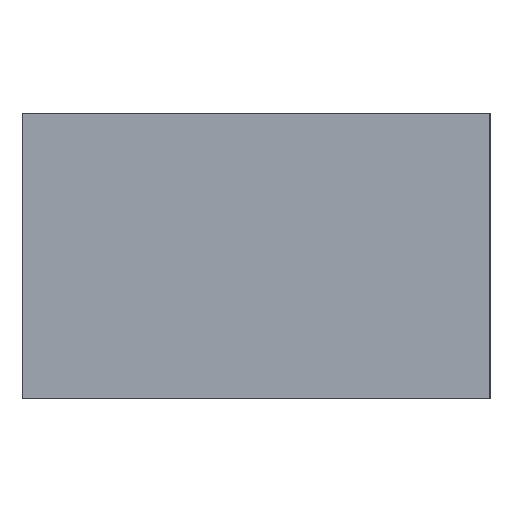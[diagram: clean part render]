
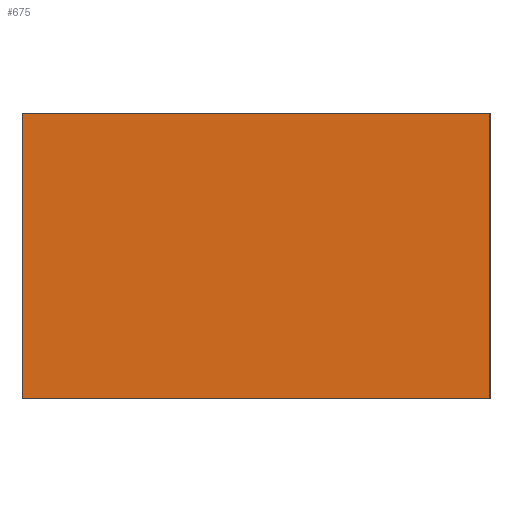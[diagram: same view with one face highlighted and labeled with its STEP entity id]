
A CAD part, left-side view. The second image highlights one B-rep face of the part: STEP entity #675.
In plain terms, the highlighted planar face has unit normal (-1, 0, 0).
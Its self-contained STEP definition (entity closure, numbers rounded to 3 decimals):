
#45 = VERTEX_POINT ( 'NONE', #722 ) ;
#55 = EDGE_CURVE ( 'NONE', #796, #724, #840, .T. ) ;
#67 = FACE_OUTER_BOUND ( 'NONE', #92, .T. ) ;
#71 = EDGE_CURVE ( 'NONE', #724, #45, #516, .T. ) ;
#92 = EDGE_LOOP ( 'NONE', ( #200, #800, #371, #627 ) ) ;
#140 = CARTESIAN_POINT ( 'NONE',  ( -86.959, -34.919, 16.897 ) ) ;
#144 = DIRECTION ( 'NONE',  ( 0., 1., 0. ) ) ;
#195 = CARTESIAN_POINT ( 'NONE',  ( -86.959, -52.919, 27.897 ) ) ;
#200 = ORIENTED_EDGE ( 'NONE', *, *, #224, .T. ) ;
#224 = EDGE_CURVE ( 'NONE', #810, #796, #707, .T. ) ;
#282 = PLANE ( 'NONE',  #290 ) ;
#290 = AXIS2_PLACEMENT_3D ( 'NONE', #344, #748, #144 ) ;
#300 = CARTESIAN_POINT ( 'NONE',  ( -86.959, -16.919, 16.897 ) ) ;
#306 = VECTOR ( 'NONE', #400, 1000. ) ;
#344 = CARTESIAN_POINT ( 'NONE',  ( -86.959, -52.919, 38.897 ) ) ;
#367 = CARTESIAN_POINT ( 'NONE',  ( -86.959, -52.919, 16.897 ) ) ;
#371 = ORIENTED_EDGE ( 'NONE', *, *, #71, .T. ) ;
#396 = CARTESIAN_POINT ( 'NONE',  ( -86.959, -34.919, 38.897 ) ) ;
#400 = DIRECTION ( 'NONE',  ( 0., 0., -1. ) ) ;
#469 = CARTESIAN_POINT ( 'NONE',  ( -86.959, -16.919, 27.897 ) ) ;
#478 = VECTOR ( 'NONE', #726, 1000. ) ;
#501 = CARTESIAN_POINT ( 'NONE',  ( -86.959, -52.919, 38.897 ) ) ;
#508 = EDGE_CURVE ( 'NONE', #45, #810, #755, .T. ) ;
#516 = LINE ( 'NONE', #396, #697 ) ;
#627 = ORIENTED_EDGE ( 'NONE', *, *, #508, .T. ) ;
#675 = ADVANCED_FACE ( 'NONE', ( #67 ), #282, .T. ) ;
#697 = VECTOR ( 'NONE', #732, 1000. ) ;
#707 = LINE ( 'NONE', #140, #847 ) ;
#722 = CARTESIAN_POINT ( 'NONE',  ( -86.959, -16.919, 38.897 ) ) ;
#724 = VERTEX_POINT ( 'NONE', #501 ) ;
#726 = DIRECTION ( 'NONE',  ( 0., 0., 1. ) ) ;
#732 = DIRECTION ( 'NONE',  ( 0., 1., 0. ) ) ;
#748 = DIRECTION ( 'NONE',  ( -1., 0., 0. ) ) ;
#755 = LINE ( 'NONE', #469, #306 ) ;
#796 = VERTEX_POINT ( 'NONE', #367 ) ;
#800 = ORIENTED_EDGE ( 'NONE', *, *, #55, .T. ) ;
#810 = VERTEX_POINT ( 'NONE', #300 ) ;
#816 = DIRECTION ( 'NONE',  ( 0., -1., 0. ) ) ;
#840 = LINE ( 'NONE', #195, #478 ) ;
#847 = VECTOR ( 'NONE', #816, 1000. ) ;
